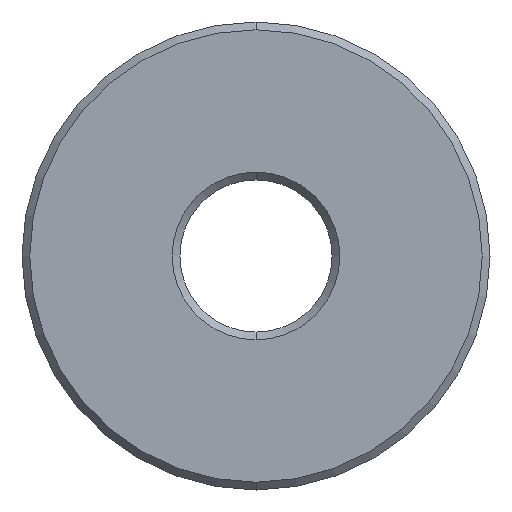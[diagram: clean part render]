
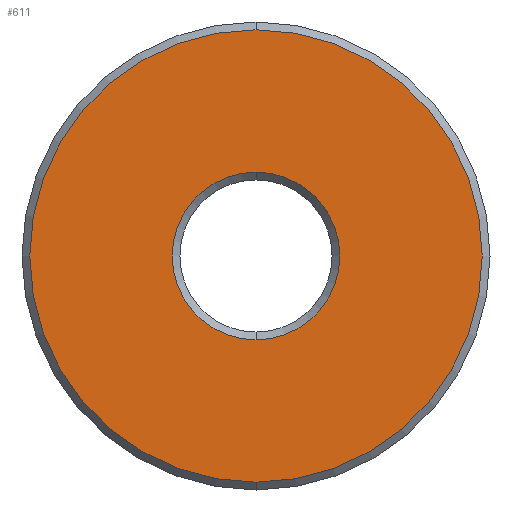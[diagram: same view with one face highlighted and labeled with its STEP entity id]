
A CAD part, front view. The second image highlights one B-rep face of the part: STEP entity #611.
In plain terms, the highlighted planar face has unit normal (0, -1, 0).
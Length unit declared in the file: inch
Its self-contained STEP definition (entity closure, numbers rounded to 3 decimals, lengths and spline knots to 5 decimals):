
#24 = ORIENTED_EDGE ( 'NONE', *, *, #315, .T. ) ;
#29 = DIRECTION ( 'NONE',  ( 0., 0., 1. ) ) ;
#34 = DIRECTION ( 'NONE',  ( 0., 0., 1. ) ) ;
#71 = VERTEX_POINT ( 'NONE', #510 ) ;
#78 = CARTESIAN_POINT ( 'NONE',  ( 0., 0., 0.215 ) ) ;
#97 = ORIENTED_EDGE ( 'NONE', *, *, #432, .T. ) ;
#104 = CARTESIAN_POINT ( 'NONE',  ( 0., 0., 0. ) ) ;
#116 = DIRECTION ( 'NONE',  ( 0., 1., 0. ) ) ;
#140 = VERTEX_POINT ( 'NONE', #78 ) ;
#189 = AXIS2_PLACEMENT_3D ( 'NONE', #588, #856, #29 ) ;
#195 = AXIS2_PLACEMENT_3D ( 'NONE', #354, #116, #619 ) ;
#215 = DIRECTION ( 'NONE',  ( 0., 0., 1. ) ) ;
#221 = EDGE_LOOP ( 'NONE', ( #534, #97 ) ) ;
#222 = VERTEX_POINT ( 'NONE', #473 ) ;
#264 = CIRCLE ( 'NONE', #344, 0.215 ) ;
#283 = EDGE_LOOP ( 'NONE', ( #24, #451 ) ) ;
#305 = CIRCLE ( 'NONE', #195, 0.215 ) ;
#312 = AXIS2_PLACEMENT_3D ( 'NONE', #584, #711, #215 ) ;
#315 = EDGE_CURVE ( 'NONE', #222, #140, #305, .T. ) ;
#318 = VERTEX_POINT ( 'NONE', #358 ) ;
#344 = AXIS2_PLACEMENT_3D ( 'NONE', #104, #457, #34 ) ;
#350 = AXIS2_PLACEMENT_3D ( 'NONE', #666, #818, #596 ) ;
#354 = CARTESIAN_POINT ( 'NONE',  ( 0., 0., 0. ) ) ;
#358 = CARTESIAN_POINT ( 'NONE',  ( 0., 0., -0.58 ) ) ;
#432 = EDGE_CURVE ( 'NONE', #318, #71, #763, .T. ) ;
#437 = PLANE ( 'NONE',  #189 ) ;
#451 = ORIENTED_EDGE ( 'NONE', *, *, #553, .T. ) ;
#457 = DIRECTION ( 'NONE',  ( 0., 1., 0. ) ) ;
#473 = CARTESIAN_POINT ( 'NONE',  ( 0., 0., -0.215 ) ) ;
#503 = FACE_OUTER_BOUND ( 'NONE', #221, .T. ) ;
#510 = CARTESIAN_POINT ( 'NONE',  ( 0., 0., 0.58 ) ) ;
#526 = FACE_BOUND ( 'NONE', #283, .T. ) ;
#534 = ORIENTED_EDGE ( 'NONE', *, *, #848, .T. ) ;
#553 = EDGE_CURVE ( 'NONE', #140, #222, #264, .T. ) ;
#584 = CARTESIAN_POINT ( 'NONE',  ( 0., 0., 0. ) ) ;
#588 = CARTESIAN_POINT ( 'NONE',  ( -0.6, 0., 0. ) ) ;
#596 = DIRECTION ( 'NONE',  ( 0., 0., 1. ) ) ;
#611 = ADVANCED_FACE ( 'NONE', ( #526, #503 ), #437, .F. ) ;
#619 = DIRECTION ( 'NONE',  ( 0., 0., 1. ) ) ;
#654 = CIRCLE ( 'NONE', #312, 0.58 ) ;
#666 = CARTESIAN_POINT ( 'NONE',  ( 0., 0., 0. ) ) ;
#711 = DIRECTION ( 'NONE',  ( 0., -1., 0. ) ) ;
#763 = CIRCLE ( 'NONE', #350, 0.58 ) ;
#818 = DIRECTION ( 'NONE',  ( 0., -1., 0. ) ) ;
#848 = EDGE_CURVE ( 'NONE', #71, #318, #654, .T. ) ;
#856 = DIRECTION ( 'NONE',  ( 0., 1., 0. ) ) ;
